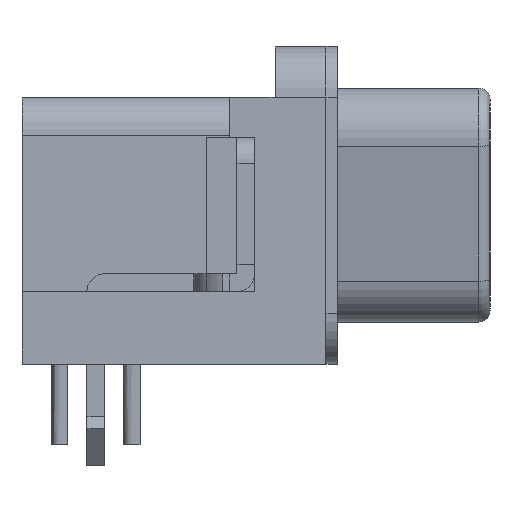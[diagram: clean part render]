
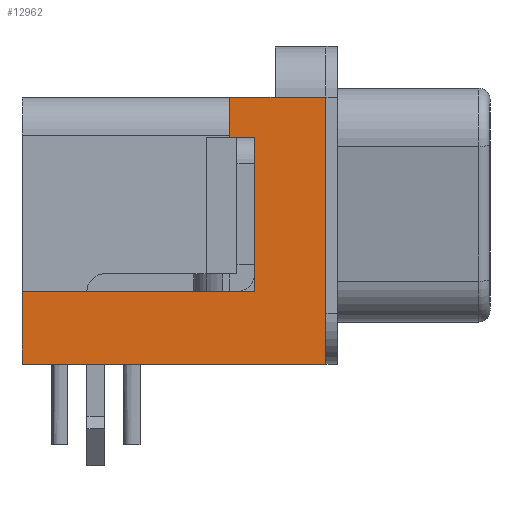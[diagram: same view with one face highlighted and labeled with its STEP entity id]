
A CAD part, left-side view. The second image highlights one B-rep face of the part: STEP entity #12962.
In plain terms, the highlighted planar face has unit normal (-1, 0, 0).
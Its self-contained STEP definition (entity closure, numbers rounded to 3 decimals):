
#647=LINE('',#18603,#2131);
#952=LINE('',#19269,#2436);
#974=LINE('',#19317,#2458);
#981=LINE('',#19334,#2465);
#988=LINE('',#19354,#2472);
#989=LINE('',#19356,#2473);
#990=LINE('',#19358,#2474);
#991=LINE('',#19360,#2475);
#992=LINE('',#19361,#2476);
#2131=VECTOR('',#14931,1000.);
#2436=VECTOR('',#15390,1000.);
#2458=VECTOR('',#15418,1000.);
#2465=VECTOR('',#15433,1000.);
#2472=VECTOR('',#15452,1000.);
#2473=VECTOR('',#15453,1000.);
#2474=VECTOR('',#15454,1000.);
#2475=VECTOR('',#15455,1000.);
#2476=VECTOR('',#15456,1000.);
#4095=ORIENTED_EDGE('',*,*,#7374,.T.);
#4096=ORIENTED_EDGE('',*,*,#7764,.T.);
#4097=ORIENTED_EDGE('',*,*,#7765,.T.);
#4098=ORIENTED_EDGE('',*,*,#7766,.T.);
#4099=ORIENTED_EDGE('',*,*,#7767,.F.);
#4100=ORIENTED_EDGE('',*,*,#7744,.T.);
#4101=ORIENTED_EDGE('',*,*,#7768,.T.);
#4102=ORIENTED_EDGE('',*,*,#7720,.T.);
#4103=ORIENTED_EDGE('',*,*,#7754,.T.);
#7374=EDGE_CURVE('',#9248,#9247,#647,.T.);
#7720=EDGE_CURVE('',#9532,#9531,#952,.T.);
#7744=EDGE_CURVE('',#9552,#9554,#974,.T.);
#7754=EDGE_CURVE('',#9531,#9248,#981,.T.);
#7764=EDGE_CURVE('',#9247,#9568,#988,.T.);
#7765=EDGE_CURVE('',#9568,#9569,#989,.T.);
#7766=EDGE_CURVE('',#9569,#9570,#990,.T.);
#7767=EDGE_CURVE('',#9552,#9570,#991,.T.);
#7768=EDGE_CURVE('',#9554,#9532,#992,.T.);
#9247=VERTEX_POINT('',#18602);
#9248=VERTEX_POINT('',#18604);
#9531=VERTEX_POINT('',#19268);
#9532=VERTEX_POINT('',#19270);
#9552=VERTEX_POINT('',#19312);
#9554=VERTEX_POINT('',#19316);
#9568=VERTEX_POINT('',#19355);
#9569=VERTEX_POINT('',#19357);
#9570=VERTEX_POINT('',#19359);
#10787=EDGE_LOOP('',(#4095,#4096,#4097,#4098,#4099,#4100,#4101,#4102,#4103));
#11687=FACE_BOUND('',#10787,.T.);
#12530=PLANE('',#13908);
#12962=ADVANCED_FACE('',(#11687),#12530,.T.);
#13908=AXIS2_PLACEMENT_3D('',#19353,#15450,#15451);
#14931=DIRECTION('',(0.,0.,1.));
#15390=DIRECTION('',(0.,0.,-1.));
#15418=DIRECTION('',(0.,0.,-1.));
#15433=DIRECTION('',(0.,-1.,0.));
#15450=DIRECTION('',(-1.,0.,0.));
#15451=DIRECTION('',(0.,0.,1.));
#15452=DIRECTION('',(0.,1.,0.));
#15453=DIRECTION('',(0.,1.,0.));
#15454=DIRECTION('',(0.,0.,-1.));
#15455=DIRECTION('',(0.,1.,0.));
#15456=DIRECTION('',(0.,1.,0.));
#18602=CARTESIAN_POINT('',(-26.55,-5.975,4.25));
#18603=CARTESIAN_POINT('',(-26.55,-5.975,-6.25));
#18604=CARTESIAN_POINT('',(-26.55,-5.975,-6.25));
#19268=CARTESIAN_POINT('',(-26.55,5.975,-6.25));
#19269=CARTESIAN_POINT('',(-26.55,5.975,4.25));
#19270=CARTESIAN_POINT('',(-26.55,5.975,-3.4));
#19312=CARTESIAN_POINT('',(-26.55,-3.175,2.65));
#19316=CARTESIAN_POINT('',(-26.55,-3.175,-3.4));
#19317=CARTESIAN_POINT('',(-26.55,-3.175,2.65));
#19334=CARTESIAN_POINT('',(-26.55,5.975,-6.25));
#19353=CARTESIAN_POINT('',(-26.55,0.,0.));
#19354=CARTESIAN_POINT('',(-26.55,0.,4.25));
#19355=CARTESIAN_POINT('',(-26.55,-3.975,4.25));
#19356=CARTESIAN_POINT('',(-26.55,-3.975,4.25));
#19357=CARTESIAN_POINT('',(-26.55,-2.175,4.25));
#19358=CARTESIAN_POINT('',(-26.55,-2.175,4.25));
#19359=CARTESIAN_POINT('',(-26.55,-2.175,2.65));
#19360=CARTESIAN_POINT('',(-26.55,-3.175,2.65));
#19361=CARTESIAN_POINT('',(-26.55,-2.175,-3.4));
